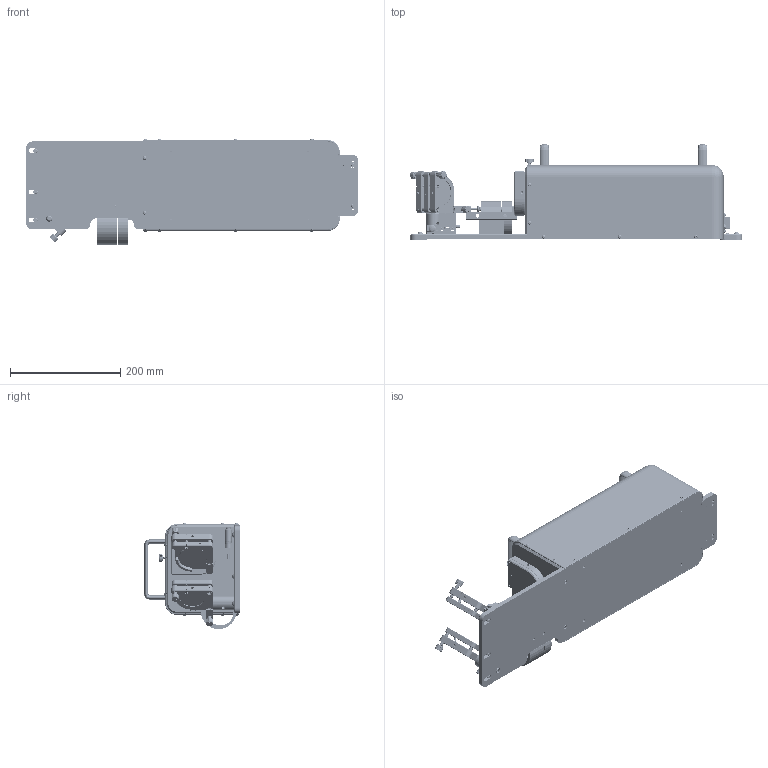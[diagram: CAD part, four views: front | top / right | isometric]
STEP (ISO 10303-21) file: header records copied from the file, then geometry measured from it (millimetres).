
FILE_DESCRIPTION (( 'STEP AP214' ), '1' );
FILE_NAME ('SK-9918- BEAMAGE M2.STEP', '2019-01-18T14:16:19', ( '' ), ( '' ), 'SwSTEP 2.0', 'SolidWorks 2018', '' );
FILE_SCHEMA (( 'AUTOMOTIVE_DESIGN' ));
Length unit declared in the file: millimetre
Products named in the file (1): SK-9918- BEAMAGE M2
Bounding box: 603.26 x 174.04 x 192.52 mm (x, y, z)
Volume: 1837088 mm3; surface area: 784144 mm2
Topology: 125 solids, 131 shells, 8628 faces, 22678 edges, 14578 vertices
Faces by surface type: plane 3489, cylinder 3146, cone 984, bspline 937, sphere 62, torus 10
Entity records: 492534 total; most frequent: CARTESIAN_POINT 197272, ORIENTED_EDGE 45052, DIRECTION 37023, EDGE_CURVE 22526, VERTEX_POINT 14576, AXIS2_PLACEMENT_3D 12555, VECTOR 11913, LINE 11913
